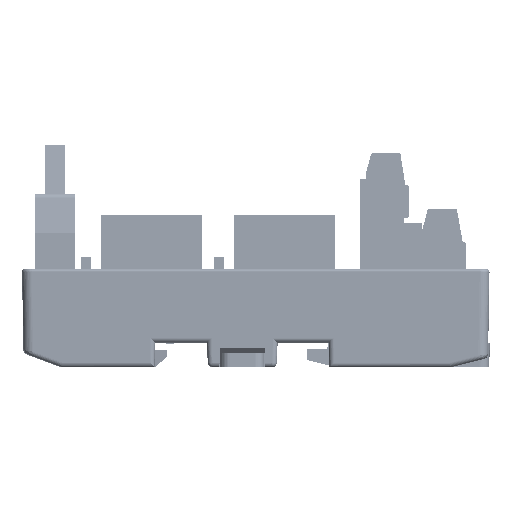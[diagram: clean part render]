
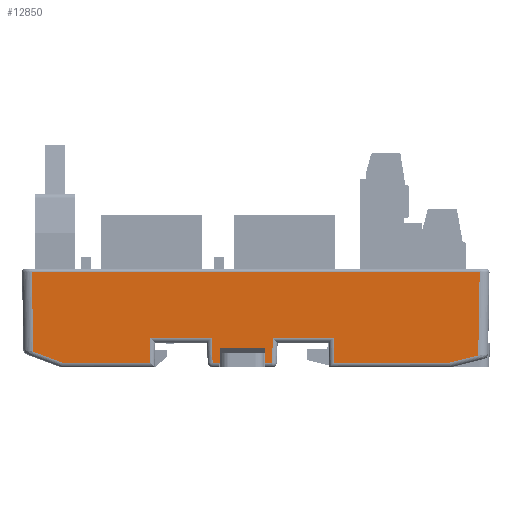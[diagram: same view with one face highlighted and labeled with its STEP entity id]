
A CAD part, left-side view. The second image highlights one B-rep face of the part: STEP entity #12850.
In plain terms, the highlighted planar face has unit normal (-1, 0, -0.018).
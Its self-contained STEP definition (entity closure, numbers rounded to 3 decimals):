
#6853=FACE_OUTER_BOUND('',#25922,.T.);
#12850=ADVANCED_FACE('',(#6853),#19016,.T.);
#19016=PLANE('',#117517);
#25922=EDGE_LOOP('',(#33561,#33562,#33563,#33564,#33565,#33566,#33567,#33568,
#33569,#33570,#33571,#33572,#33573,#33574,#33575,#33576,#33577,#33578));
#33561=ORIENTED_EDGE('',*,*,#77237,.T.);
#33562=ORIENTED_EDGE('',*,*,#77235,.T.);
#33563=ORIENTED_EDGE('',*,*,#77232,.T.);
#33564=ORIENTED_EDGE('',*,*,#77231,.T.);
#33565=ORIENTED_EDGE('',*,*,#76981,.T.);
#33566=ORIENTED_EDGE('',*,*,#77263,.T.);
#33567=ORIENTED_EDGE('',*,*,#77264,.T.);
#33568=ORIENTED_EDGE('',*,*,#77250,.T.);
#33569=ORIENTED_EDGE('',*,*,#77253,.T.);
#33570=ORIENTED_EDGE('',*,*,#77262,.T.);
#33571=ORIENTED_EDGE('',*,*,#77119,.F.);
#33572=ORIENTED_EDGE('',*,*,#77265,.T.);
#33573=ORIENTED_EDGE('',*,*,#77266,.T.);
#33574=ORIENTED_EDGE('',*,*,#77267,.T.);
#33575=ORIENTED_EDGE('',*,*,#77268,.T.);
#33576=ORIENTED_EDGE('',*,*,#77269,.T.);
#33577=ORIENTED_EDGE('',*,*,#76987,.T.);
#33578=ORIENTED_EDGE('',*,*,#77227,.T.);
#66130=VERTEX_POINT('',#155170);
#66131=VERTEX_POINT('',#155172);
#66135=VERTEX_POINT('',#155182);
#66136=VERTEX_POINT('',#155184);
#66224=VERTEX_POINT('',#155530);
#66225=VERTEX_POINT('',#155532);
#66295=VERTEX_POINT('',#155746);
#66296=VERTEX_POINT('',#155751);
#66297=VERTEX_POINT('',#155756);
#66298=VERTEX_POINT('',#155761);
#66303=VERTEX_POINT('',#155835);
#66304=VERTEX_POINT('',#155836);
#66305=VERTEX_POINT('',#155841);
#66308=VERTEX_POINT('',#155888);
#66309=VERTEX_POINT('',#155891);
#66310=VERTEX_POINT('',#155893);
#66311=VERTEX_POINT('',#155895);
#66312=VERTEX_POINT('',#155897);
#76981=EDGE_CURVE('',#66131,#66130,#93524,.T.);
#76987=EDGE_CURVE('',#66136,#66135,#93527,.T.);
#77119=EDGE_CURVE('',#66224,#66225,#93630,.T.);
#77227=EDGE_CURVE('',#66135,#66295,#93716,.T.);
#77231=EDGE_CURVE('',#66296,#66131,#93717,.T.);
#77232=EDGE_CURVE('',#66297,#66296,#93718,.T.);
#77235=EDGE_CURVE('',#66298,#66297,#93721,.T.);
#77237=EDGE_CURVE('',#66295,#66298,#93723,.T.);
#77250=EDGE_CURVE('',#66303,#66304,#93728,.T.);
#77253=EDGE_CURVE('',#66304,#66305,#93729,.T.);
#77262=EDGE_CURVE('',#66305,#66225,#93733,.T.);
#77263=EDGE_CURVE('',#66130,#66308,#93734,.T.);
#77264=EDGE_CURVE('',#66308,#66303,#93735,.T.);
#77265=EDGE_CURVE('',#66224,#66309,#93736,.T.);
#77266=EDGE_CURVE('',#66309,#66310,#93737,.T.);
#77267=EDGE_CURVE('',#66310,#66311,#93738,.T.);
#77268=EDGE_CURVE('',#66311,#66312,#93739,.T.);
#77269=EDGE_CURVE('',#66312,#66136,#93740,.T.);
#93524=LINE('',#155171,#105688);
#93527=LINE('',#155183,#105691);
#93630=LINE('',#155531,#105794);
#93716=LINE('',#155747,#105880);
#93717=LINE('',#155753,#105881);
#93718=LINE('',#155755,#105882);
#93721=LINE('',#155760,#105885);
#93723=LINE('',#155764,#105887);
#93728=LINE('',#155834,#105892);
#93729=LINE('',#155840,#105893);
#93733=LINE('',#155885,#105897);
#93734=LINE('',#155887,#105898);
#93735=LINE('',#155889,#105899);
#93736=LINE('',#155890,#105900);
#93737=LINE('',#155892,#105901);
#93738=LINE('',#155894,#105902);
#93739=LINE('',#155896,#105903);
#93740=LINE('',#155898,#105904);
#105688=VECTOR('',#126152,1.);
#105691=VECTOR('',#126163,1.);
#105794=VECTOR('',#126386,1.);
#105880=VECTOR('',#126590,1.);
#105881=VECTOR('',#126599,1.);
#105882=VECTOR('',#126602,1.);
#105885=VECTOR('',#126607,1.);
#105887=VECTOR('',#126611,1.);
#105892=VECTOR('',#126642,1.);
#105893=VECTOR('',#126649,1.);
#105897=VECTOR('',#126669,1.);
#105898=VECTOR('',#126672,1.);
#105899=VECTOR('',#126673,1.);
#105900=VECTOR('',#126674,1.);
#105901=VECTOR('',#126675,1.);
#105902=VECTOR('',#126676,1.);
#105903=VECTOR('',#126677,1.);
#105904=VECTOR('',#126678,1.);
#117517=AXIS2_PLACEMENT_3D('',#155899,#126679,#126680);
#126152=DIRECTION('',(-0.017,-0.035,0.999));
#126163=DIRECTION('',(0.017,-0.035,-0.999));
#126386=DIRECTION('',(0.,-1.,0.));
#126590=DIRECTION('',(0.,-1.,0.));
#126599=DIRECTION('',(0.,-1.,0.));
#126602=DIRECTION('',(0.017,-0.035,-0.999));
#126607=DIRECTION('',(0.,-1.,0.));
#126611=DIRECTION('',(-0.017,-0.035,0.999));
#126642=DIRECTION('',(0.,-1.,0.));
#126649=DIRECTION('',(-0.004,-0.97,0.243));
#126669=DIRECTION('',(-0.017,-0.017,1.));
#126672=DIRECTION('',(0.,-1.,0.));
#126673=DIRECTION('',(0.017,-0.017,-1.));
#126674=DIRECTION('',(0.017,-0.017,-1.));
#126675=DIRECTION('',(0.006,-0.936,-0.351));
#126676=DIRECTION('',(0.,-1.,0.));
#126677=DIRECTION('',(-0.017,-0.017,1.));
#126678=DIRECTION('',(0.,-1.,0.));
#126679=DIRECTION('',(-1.,0.,-0.017));
#126680=DIRECTION('',(0.017,0.,-1.));
#155170=CARTESIAN_POINT('',(72.755,250.55,26.388));
#155171=CARTESIAN_POINT('',(72.513,250.065,40.27));
#155172=CARTESIAN_POINT('',(72.842,250.724,21.388));
#155182=CARTESIAN_POINT('',(72.842,262.793,21.388));
#155183=CARTESIAN_POINT('',(72.516,263.445,40.079));
#155184=CARTESIAN_POINT('',(72.755,262.967,26.388));
#155530=CARTESIAN_POINT('',(72.519,299.52,39.893));
#155531=CARTESIAN_POINT('',(72.519,254.019,39.893));
#155532=CARTESIAN_POINT('',(72.519,208.519,39.893));
#155746=CARTESIAN_POINT('',(72.842,261.379,21.388));
#155747=CARTESIAN_POINT('',(72.842,254.019,21.388));
#155751=CARTESIAN_POINT('',(72.842,252.138,21.388));
#155753=CARTESIAN_POINT('',(72.842,254.019,21.388));
#155755=CARTESIAN_POINT('',(72.509,252.804,40.451));
#155756=CARTESIAN_POINT('',(72.789,252.243,24.406));
#155760=CARTESIAN_POINT('',(72.789,252.208,24.406));
#155761=CARTESIAN_POINT('',(72.789,261.274,24.406));
#155764=CARTESIAN_POINT('',(72.506,260.707,40.642));
#155834=CARTESIAN_POINT('',(72.842,246.719,21.388));
#155835=CARTESIAN_POINT('',(72.842,238.098,21.388));
#155836=CARTESIAN_POINT('',(72.842,214.633,21.388));
#155840=CARTESIAN_POINT('',(72.954,240.355,14.958));
#155841=CARTESIAN_POINT('',(72.817,208.816,22.843));
#155885=CARTESIAN_POINT('',(72.51,208.509,40.441));
#155887=CARTESIAN_POINT('',(72.755,239.168,26.388));
#155888=CARTESIAN_POINT('',(72.755,238.185,26.388));
#155889=CARTESIAN_POINT('',(72.505,238.434,40.68));
#155890=CARTESIAN_POINT('',(72.522,299.517,39.742));
#155891=CARTESIAN_POINT('',(72.804,299.235,23.596));
#155892=CARTESIAN_POINT('',(72.985,271.524,13.205));
#155893=CARTESIAN_POINT('',(72.842,293.347,21.388));
#155894=CARTESIAN_POINT('',(72.842,254.019,21.388));
#155895=CARTESIAN_POINT('',(72.842,275.569,21.388));
#155896=CARTESIAN_POINT('',(72.772,275.499,25.423));
#155897=CARTESIAN_POINT('',(72.755,275.482,26.388));
#155898=CARTESIAN_POINT('',(72.755,263.933,26.388));
#155899=CARTESIAN_POINT('',(72.51,254.019,40.408));
